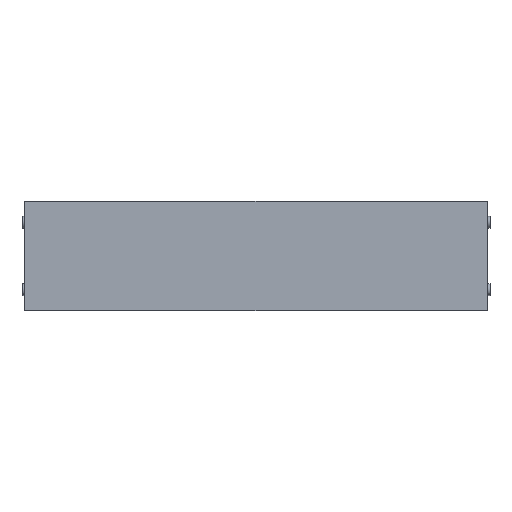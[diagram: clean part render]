
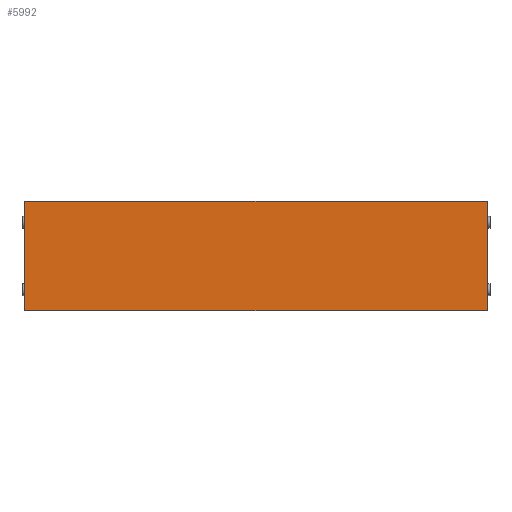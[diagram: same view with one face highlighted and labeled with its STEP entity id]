
A CAD part, front view. The second image highlights one B-rep face of the part: STEP entity #5992.
In plain terms, the highlighted planar face has unit normal (0, -1, 0).
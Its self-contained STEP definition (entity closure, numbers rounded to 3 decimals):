
#283 = CARTESIAN_POINT ( 'NONE',  ( -275., -20., 65. ) ) ;
#791 = VECTOR ( 'NONE', #4550, 1000. ) ;
#1003 = CARTESIAN_POINT ( 'NONE',  ( -275., -20., 65. ) ) ;
#1172 = LINE ( 'NONE', #283, #3953 ) ;
#1766 = EDGE_CURVE ( 'NONE', #9490, #3173, #8096, .T. ) ;
#2270 = CARTESIAN_POINT ( 'NONE',  ( -275., -20., -65. ) ) ;
#2336 = CARTESIAN_POINT ( 'NONE',  ( 275., -20., 65. ) ) ;
#2337 = CARTESIAN_POINT ( 'NONE',  ( -275., -20., 65. ) ) ;
#2876 = DIRECTION ( 'NONE',  ( 0., -1., 0. ) ) ;
#2922 = CARTESIAN_POINT ( 'NONE',  ( 275., -20., 65. ) ) ;
#3173 = VERTEX_POINT ( 'NONE', #2336 ) ;
#3406 = ORIENTED_EDGE ( 'NONE', *, *, #7266, .T. ) ;
#3953 = VECTOR ( 'NONE', #7277, 1000. ) ;
#4103 = LINE ( 'NONE', #9673, #6391 ) ;
#4488 = LINE ( 'NONE', #1003, #791 ) ;
#4550 = DIRECTION ( 'NONE',  ( 0., 0., -1. ) ) ;
#5590 = DIRECTION ( 'NONE',  ( 0., 0., 1. ) ) ;
#5759 = VERTEX_POINT ( 'NONE', #2337 ) ;
#5992 = ADVANCED_FACE ( 'NONE', ( #11566 ), #7074, .T. ) ;
#6217 = CARTESIAN_POINT ( 'NONE',  ( 275., -20., -65. ) ) ;
#6391 = VECTOR ( 'NONE', #10443, 1000. ) ;
#6545 = DIRECTION ( 'NONE',  ( 0., 0., -1. ) ) ;
#7074 = PLANE ( 'NONE',  #7524 ) ;
#7266 = EDGE_CURVE ( 'NONE', #8892, #9490, #4103, .T. ) ;
#7277 = DIRECTION ( 'NONE',  ( -1., 0., 0. ) ) ;
#7524 = AXIS2_PLACEMENT_3D ( 'NONE', #11209, #2876, #6545 ) ;
#7558 = EDGE_LOOP ( 'NONE', ( #9208, #3406, #10194, #8555 ) ) ;
#8096 = LINE ( 'NONE', #2922, #8535 ) ;
#8317 = EDGE_CURVE ( 'NONE', #3173, #5759, #1172, .T. ) ;
#8535 = VECTOR ( 'NONE', #5590, 1000. ) ;
#8555 = ORIENTED_EDGE ( 'NONE', *, *, #8317, .T. ) ;
#8892 = VERTEX_POINT ( 'NONE', #2270 ) ;
#9208 = ORIENTED_EDGE ( 'NONE', *, *, #11267, .T. ) ;
#9490 = VERTEX_POINT ( 'NONE', #6217 ) ;
#9673 = CARTESIAN_POINT ( 'NONE',  ( -275., -20., -65. ) ) ;
#10194 = ORIENTED_EDGE ( 'NONE', *, *, #1766, .T. ) ;
#10443 = DIRECTION ( 'NONE',  ( 1., 0., 0. ) ) ;
#11209 = CARTESIAN_POINT ( 'NONE',  ( 0., -20., 0. ) ) ;
#11267 = EDGE_CURVE ( 'NONE', #5759, #8892, #4488, .T. ) ;
#11566 = FACE_OUTER_BOUND ( 'NONE', #7558, .T. ) ;
